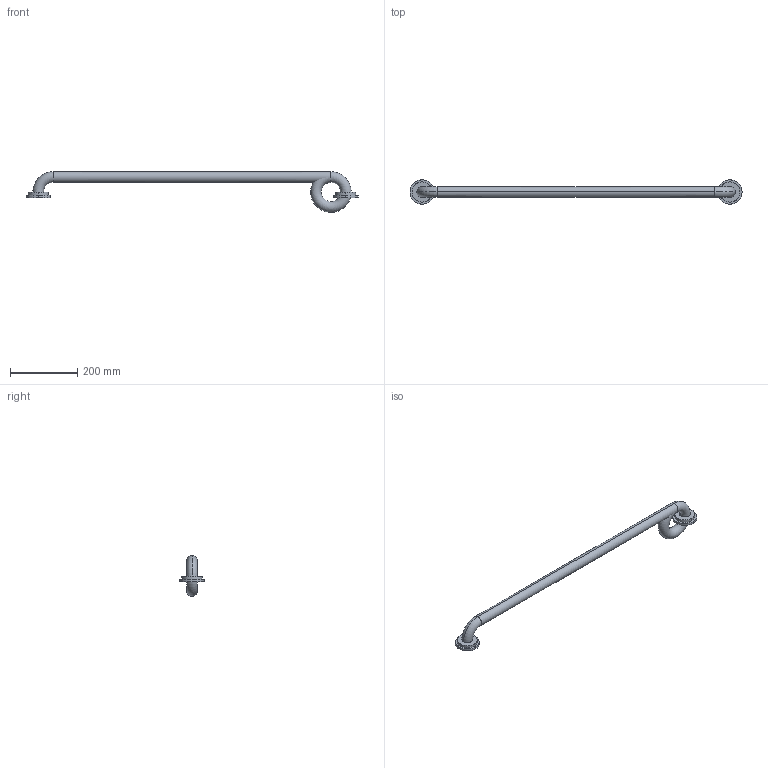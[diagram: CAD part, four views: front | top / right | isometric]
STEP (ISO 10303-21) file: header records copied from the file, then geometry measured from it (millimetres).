
FILE_DESCRIPTION((''),'2;1');
FILE_NAME('16-40_SW0001','2010-07-21T',('rameshkumark'),(''),'PRO/ENGINEER BY PARAMETRIC TECHNOLOGY CORPORATION, 2009300','PRO/ENGINEER BY PARAMETRIC TECHNOLOGY CORPORATION, 2009300','');
FILE_SCHEMA(('CONFIG_CONTROL_DESIGN'));
Length unit declared in the file: inch
Products named in the file (1): 16-40_SW0001
Bounding box: 986.66 x 72.26 x 120.51 mm (x, y, z)
Surface area: 171116.4 mm2 (no closed solid volume)
Topology: 0 solids, 0 shells, 24 faces, 82 edges, 80 vertices
Faces by surface type: bspline 20, torus 4
Entity records: 4079 total; most frequent: CARTESIAN_POINT 3238, DIRECTION 144, TRIMMED_CURVE 104, DEFINITIONAL_REPRESENTATION 78, PCURVE 78, COMPOSITE_CURVE_SEGMENT 78, VECTOR 72, LINE 72
